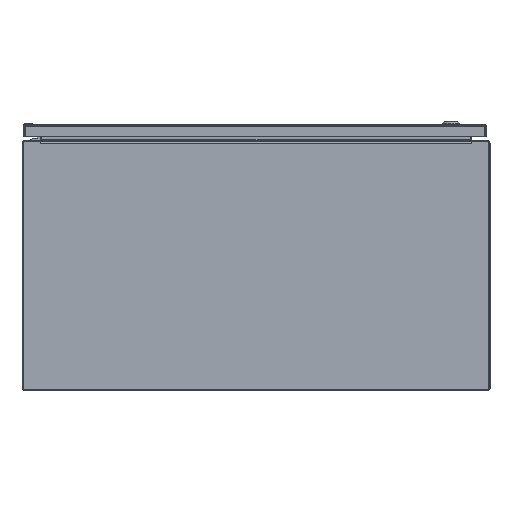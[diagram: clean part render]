
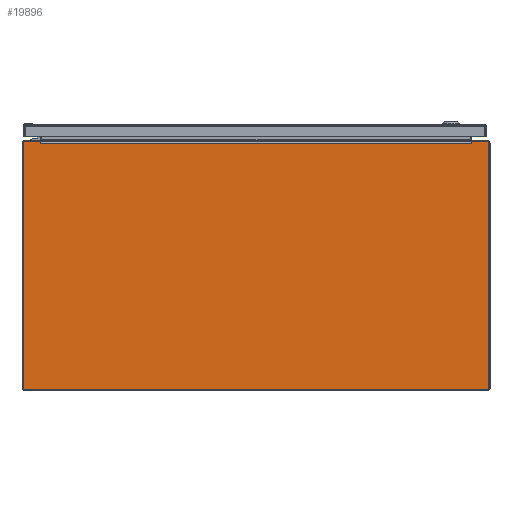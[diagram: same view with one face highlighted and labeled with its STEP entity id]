
A CAD part, front view. The second image highlights one B-rep face of the part: STEP entity #19896.
In plain terms, the highlighted planar face has unit normal (0, -1, 0).
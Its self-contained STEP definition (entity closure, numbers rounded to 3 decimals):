
#458 = CARTESIAN_POINT ( 'NONE',  ( 14.937, -26., 0. ) ) ;
#2646 = AXIS2_PLACEMENT_3D ( 'NONE', #98646, #67834, #78328 ) ;
#3091 = EDGE_CURVE ( 'NONE', #42243, #21764, #52050, .T. ) ;
#4023 = LINE ( 'NONE', #54498, #63225 ) ;
#4779 = CIRCLE ( 'NONE', #48782, 0.08 ) ;
#5387 = CARTESIAN_POINT ( 'NONE',  ( -13.814, -26., 7.855 ) ) ;
#7459 = DIRECTION ( 'NONE',  ( 0., -1., 0. ) ) ;
#7762 = CARTESIAN_POINT ( 'NONE',  ( 13.814, -26., 7.855 ) ) ;
#8109 = CARTESIAN_POINT ( 'NONE',  ( -14.857, -26., 7.857 ) ) ;
#8222 = EDGE_CURVE ( 'NONE', #21764, #94034, #4023, .T. ) ;
#8960 = ORIENTED_EDGE ( 'NONE', *, *, #87593, .T. ) ;
#9653 = CARTESIAN_POINT ( 'NONE',  ( 14.857, -26., 7.937 ) ) ;
#9847 = VERTEX_POINT ( 'NONE', #113142 ) ;
#11313 = VECTOR ( 'NONE', #96539, 39.37 ) ;
#11587 = LINE ( 'NONE', #458, #113020 ) ;
#11620 = CARTESIAN_POINT ( 'NONE',  ( -14.857, -26., -7.937 ) ) ;
#14710 = DIRECTION ( 'NONE',  ( 1., 0., 0. ) ) ;
#14792 = DIRECTION ( 'NONE',  ( -1., 0., 0. ) ) ;
#14924 = CIRCLE ( 'NONE', #75625, 0.08 ) ;
#16353 = AXIS2_PLACEMENT_3D ( 'NONE', #18315, #58301, #79291 ) ;
#18148 = CARTESIAN_POINT ( 'NONE',  ( -13.814, -26., 7.855 ) ) ;
#18315 = CARTESIAN_POINT ( 'NONE',  ( 0., -26., 0. ) ) ;
#18800 = DIRECTION ( 'NONE',  ( 0., 0., -1. ) ) ;
#19436 = CARTESIAN_POINT ( 'NONE',  ( -14.857, -26., -7.857 ) ) ;
#19896 = ADVANCED_FACE ( 'NONE', ( #20239 ), #108161, .T. ) ;
#20239 = FACE_OUTER_BOUND ( 'NONE', #68995, .T. ) ;
#21764 = VERTEX_POINT ( 'NONE', #82383 ) ;
#24016 = ORIENTED_EDGE ( 'NONE', *, *, #109410, .T. ) ;
#24245 = VECTOR ( 'NONE', #79834, 39.37 ) ;
#25651 = ORIENTED_EDGE ( 'NONE', *, *, #67183, .T. ) ;
#26290 = ORIENTED_EDGE ( 'NONE', *, *, #119019, .T. ) ;
#28567 = EDGE_CURVE ( 'NONE', #48520, #121819, #11587, .T. ) ;
#29743 = CARTESIAN_POINT ( 'NONE',  ( -14.937, -26., 7.857 ) ) ;
#30014 = CARTESIAN_POINT ( 'NONE',  ( -14.937, -26., 0. ) ) ;
#33291 = DIRECTION ( 'NONE',  ( -1., 0., 0. ) ) ;
#36821 = EDGE_CURVE ( 'NONE', #63355, #9847, #105284, .T. ) ;
#42243 = VERTEX_POINT ( 'NONE', #9653 ) ;
#44821 = ORIENTED_EDGE ( 'NONE', *, *, #8222, .T. ) ;
#48129 = DIRECTION ( 'NONE',  ( 0., 0., -1. ) ) ;
#48520 = VERTEX_POINT ( 'NONE', #105346 ) ;
#48782 = AXIS2_PLACEMENT_3D ( 'NONE', #8109, #7459, #48129 ) ;
#48890 = ORIENTED_EDGE ( 'NONE', *, *, #53671, .T. ) ;
#50330 = DIRECTION ( 'NONE',  ( 0., 0., -1. ) ) ;
#51047 = CARTESIAN_POINT ( 'NONE',  ( -13.828, -26., 7.937 ) ) ;
#52050 = LINE ( 'NONE', #101894, #103459 ) ;
#53671 = EDGE_CURVE ( 'NONE', #9847, #71792, #4779, .T. ) ;
#54498 = CARTESIAN_POINT ( 'NONE',  ( 13.828, -26., 7.937 ) ) ;
#56117 = ORIENTED_EDGE ( 'NONE', *, *, #119987, .T. ) ;
#56673 = DIRECTION ( 'NONE',  ( 0., -1., 0. ) ) ;
#58301 = DIRECTION ( 'NONE',  ( 0., -1., 0. ) ) ;
#61207 = CARTESIAN_POINT ( 'NONE',  ( -13.798, -26., 7.855 ) ) ;
#61374 = VERTEX_POINT ( 'NONE', #62339 ) ;
#62339 = CARTESIAN_POINT ( 'NONE',  ( 14.857, -26., -7.937 ) ) ;
#63001 = ORIENTED_EDGE ( 'NONE', *, *, #93636, .T. ) ;
#63225 = VECTOR ( 'NONE', #74818, 39.37 ) ;
#63355 = VERTEX_POINT ( 'NONE', #51047 ) ;
#63415 = LINE ( 'NONE', #121168, #72138 ) ;
#67183 = EDGE_CURVE ( 'NONE', #61374, #48520, #128242, .T. ) ;
#67834 = DIRECTION ( 'NONE',  ( 0., -1., 0. ) ) ;
#68995 = EDGE_LOOP ( 'NONE', ( #123482, #48890, #56117, #24016, #69765, #25651, #88847, #8960, #103693, #44821, #63001, #78249, #26290, #111199 ) ) ;
#69765 = ORIENTED_EDGE ( 'NONE', *, *, #74110, .T. ) ;
#71337 = EDGE_CURVE ( 'NONE', #126289, #103898, #87162, .T. ) ;
#71792 = VERTEX_POINT ( 'NONE', #29743 ) ;
#72138 = VECTOR ( 'NONE', #33291, 39.37 ) ;
#72989 = EDGE_CURVE ( 'NONE', #90956, #63355, #108321, .T. ) ;
#74110 = EDGE_CURVE ( 'NONE', #123413, #61374, #76363, .T. ) ;
#74818 = DIRECTION ( 'NONE',  ( -0.174, 0., -0.985 ) ) ;
#75123 = CARTESIAN_POINT ( 'NONE',  ( 0., -26., 7.937 ) ) ;
#75625 = AXIS2_PLACEMENT_3D ( 'NONE', #107826, #56673, #109108 ) ;
#76363 = LINE ( 'NONE', #84896, #122419 ) ;
#78249 = ORIENTED_EDGE ( 'NONE', *, *, #71337, .T. ) ;
#78328 = DIRECTION ( 'NONE',  ( 0., 0., -1. ) ) ;
#79291 = DIRECTION ( 'NONE',  ( 0., 0., -1. ) ) ;
#79834 = DIRECTION ( 'NONE',  ( -1., 0., 0. ) ) ;
#81777 = LINE ( 'NONE', #121749, #24245 ) ;
#82383 = CARTESIAN_POINT ( 'NONE',  ( 13.828, -26., 7.937 ) ) ;
#83380 = CARTESIAN_POINT ( 'NONE',  ( 14.937, -26., 7.857 ) ) ;
#84896 = CARTESIAN_POINT ( 'NONE',  ( 0., -26., -7.937 ) ) ;
#86508 = VECTOR ( 'NONE', #127120, 39.37 ) ;
#87159 = VECTOR ( 'NONE', #50330, 39.37 ) ;
#87162 = LINE ( 'NONE', #97633, #86508 ) ;
#87593 = EDGE_CURVE ( 'NONE', #121819, #42243, #14924, .T. ) ;
#88847 = ORIENTED_EDGE ( 'NONE', *, *, #28567, .T. ) ;
#90956 = VERTEX_POINT ( 'NONE', #18148 ) ;
#92915 = LINE ( 'NONE', #30014, #87159 ) ;
#93636 = EDGE_CURVE ( 'NONE', #94034, #126289, #63415, .T. ) ;
#94034 = VERTEX_POINT ( 'NONE', #7762 ) ;
#94746 = AXIS2_PLACEMENT_3D ( 'NONE', #19436, #99449, #18800 ) ;
#96539 = DIRECTION ( 'NONE',  ( -0.174, 0., 0.985 ) ) ;
#97633 = CARTESIAN_POINT ( 'NONE',  ( 0., -26., 7.855 ) ) ;
#98646 = CARTESIAN_POINT ( 'NONE',  ( 14.857, -26., -7.857 ) ) ;
#98865 = DIRECTION ( 'NONE',  ( 0., 0., 1. ) ) ;
#99449 = DIRECTION ( 'NONE',  ( 0., -1., 0. ) ) ;
#100794 = VERTEX_POINT ( 'NONE', #118255 ) ;
#101894 = CARTESIAN_POINT ( 'NONE',  ( 0., -26., 7.937 ) ) ;
#102696 = VECTOR ( 'NONE', #14792, 39.37 ) ;
#103459 = VECTOR ( 'NONE', #124109, 39.37 ) ;
#103693 = ORIENTED_EDGE ( 'NONE', *, *, #3091, .T. ) ;
#103898 = VERTEX_POINT ( 'NONE', #61207 ) ;
#105284 = LINE ( 'NONE', #75123, #102696 ) ;
#105346 = CARTESIAN_POINT ( 'NONE',  ( 14.937, -26., -7.857 ) ) ;
#107826 = CARTESIAN_POINT ( 'NONE',  ( 14.857, -26., 7.857 ) ) ;
#108161 = PLANE ( 'NONE',  #16353 ) ;
#108321 = LINE ( 'NONE', #5387, #11313 ) ;
#109108 = DIRECTION ( 'NONE',  ( 0., 0., -1. ) ) ;
#109410 = EDGE_CURVE ( 'NONE', #100794, #123413, #126166, .T. ) ;
#111199 = ORIENTED_EDGE ( 'NONE', *, *, #72989, .T. ) ;
#113020 = VECTOR ( 'NONE', #98865, 39.37 ) ;
#113142 = CARTESIAN_POINT ( 'NONE',  ( -14.857, -26., 7.937 ) ) ;
#115470 = CARTESIAN_POINT ( 'NONE',  ( 13.798, -26., 7.855 ) ) ;
#118255 = CARTESIAN_POINT ( 'NONE',  ( -14.937, -26., -7.857 ) ) ;
#119019 = EDGE_CURVE ( 'NONE', #103898, #90956, #81777, .T. ) ;
#119987 = EDGE_CURVE ( 'NONE', #71792, #100794, #92915, .T. ) ;
#121168 = CARTESIAN_POINT ( 'NONE',  ( 13.806, -26., 7.855 ) ) ;
#121749 = CARTESIAN_POINT ( 'NONE',  ( 0., -26., 7.855 ) ) ;
#121819 = VERTEX_POINT ( 'NONE', #83380 ) ;
#122419 = VECTOR ( 'NONE', #14710, 39.37 ) ;
#123413 = VERTEX_POINT ( 'NONE', #11620 ) ;
#123482 = ORIENTED_EDGE ( 'NONE', *, *, #36821, .T. ) ;
#124109 = DIRECTION ( 'NONE',  ( -1., 0., 0. ) ) ;
#126166 = CIRCLE ( 'NONE', #94746, 0.08 ) ;
#126289 = VERTEX_POINT ( 'NONE', #115470 ) ;
#127120 = DIRECTION ( 'NONE',  ( -1., 0., 0. ) ) ;
#128242 = CIRCLE ( 'NONE', #2646, 0.08 ) ;
